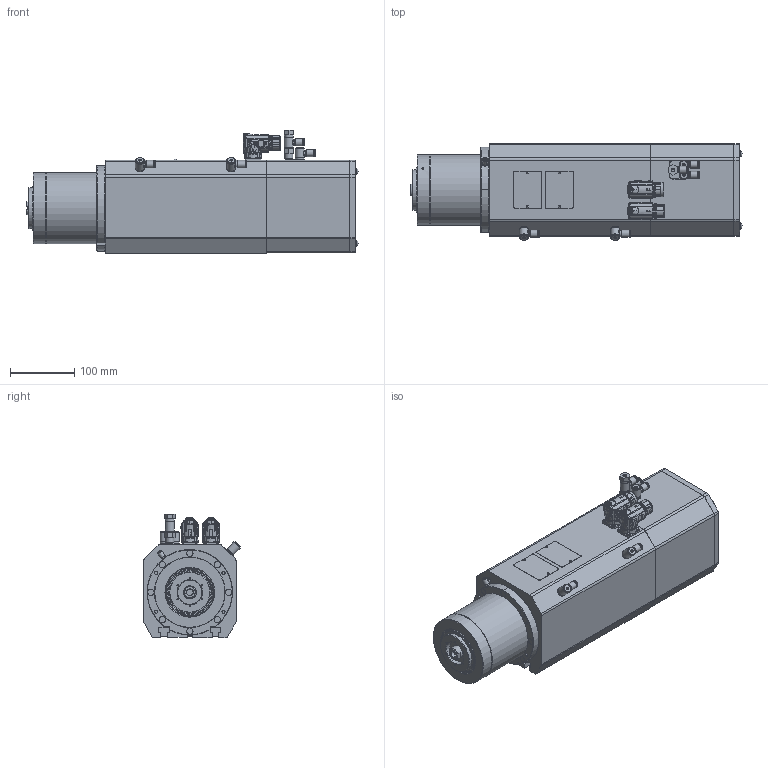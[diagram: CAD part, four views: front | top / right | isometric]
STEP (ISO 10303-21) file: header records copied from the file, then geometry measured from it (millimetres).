
FILE_DESCRIPTION(/* description */ ('Alibre Inc.'),/* implementation_level */ '2;1');
FILE_NAME(/* name */ 'export-186C604B-F797-4F04-9420-DDA65D3E0258',/* time_stamp */ '2023-11-23T12:03:47+01:00',/* author */ (''),/* organization */ (''),/* preprocessor_version */ 'ST-DEVELOPER v17',/* originating_system */ 'Alibre',/* authorisation */ '');
FILE_SCHEMA (('AUTOMOTIVE_DESIGN'));
Length unit declared in the file: millimetre
Products named in the file (1): STEP_COMTC710048
Bounding box: 516.3 x 150.81 x 191.55 mm (x, y, z)
Volume: 8860397.8 mm3; surface area: 364287 mm2
Topology: 1 solids, 52 shells, 3822 faces, 9920 edges, 6359 vertices
Faces by surface type: plane 1534, cylinder 1006, bspline 756, cone 323, torus 146, sphere 57
Full cylindrical faces by diameter (mm): 0.985 x6, 1 x4, 1.1 x12, 1.2 x4, 1.948 x8, 2 x25, 2.2 x4, 2.3 x1, 2.49 x4, 2.5 x36, 3 x4, 3.1 x8, 3.2 x1, 3.3 x3, 3.4 x7, 3.7 x3, 4.134 x12, 4.2 x8, 4.3 x1, 4.5 x8, 4.773 x8, 4.917 x5, 5.481 x2, 5.5 x5, 6 x17, 6.5 x8, 6.667 x1, 7 x1, 7.2 x1, 7.6 x1
Entity records: 148272 total; most frequent: CARTESIAN_POINT 59709, ORIENTED_EDGE 19604, DIRECTION 13809, EDGE_CURVE 9802, VERTEX_POINT 6357, AXIS2_PLACEMENT_3D 5652, EDGE_LOOP 4195, FACE_BOUND 4195
